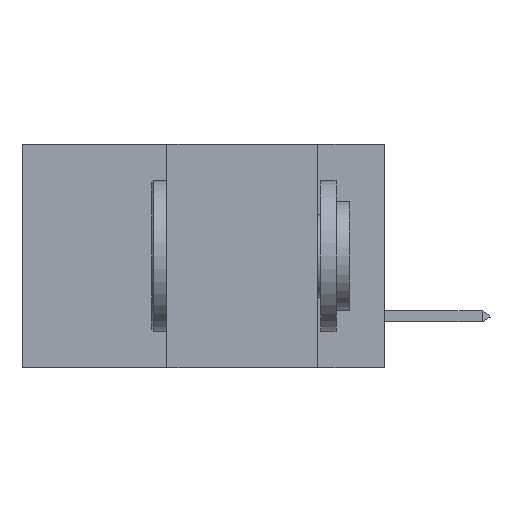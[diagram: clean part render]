
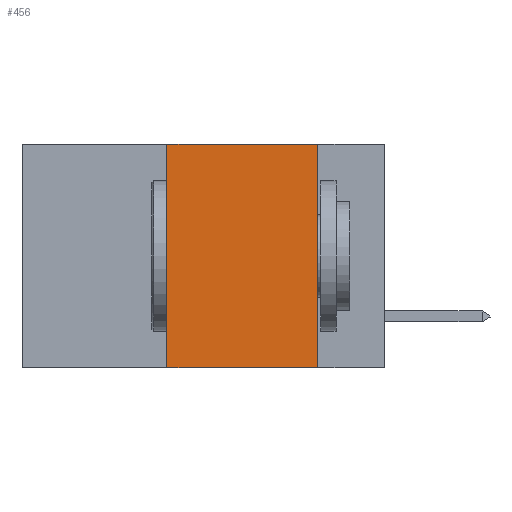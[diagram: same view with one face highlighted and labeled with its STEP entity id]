
A CAD part, left-side view. The second image highlights one B-rep face of the part: STEP entity #456.
In plain terms, the highlighted planar face has unit normal (-1, 0, 0).
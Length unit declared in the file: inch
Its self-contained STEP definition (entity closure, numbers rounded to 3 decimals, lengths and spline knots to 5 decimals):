
#50 = EDGE_CURVE ( 'NONE', #26119, #10437, #8828, .T. ) ;
#315 = FACE_OUTER_BOUND ( 'NONE', #9239, .T. ) ;
#456 = ADVANCED_FACE ( 'NONE', ( #315 ), #6528, .F. ) ;
#713 = DIRECTION ( 'NONE',  ( 0., -1., 0. ) ) ;
#3248 = VECTOR ( 'NONE', #21281, 39.37008 ) ;
#4513 = CARTESIAN_POINT ( 'NONE',  ( 0., 0.6, 0. ) ) ;
#6528 = PLANE ( 'NONE',  #18516 ) ;
#6586 = LINE ( 'NONE', #21261, #8879 ) ;
#8828 = LINE ( 'NONE', #15007, #3248 ) ;
#8879 = VECTOR ( 'NONE', #713, 39.37008 ) ;
#9239 = EDGE_LOOP ( 'NONE', ( #22702, #12809, #25208, #12057 ) ) ;
#10437 = VERTEX_POINT ( 'NONE', #15516 ) ;
#10610 = DIRECTION ( 'NONE',  ( 0., 0., -1. ) ) ;
#12057 = ORIENTED_EDGE ( 'NONE', *, *, #50, .T. ) ;
#12152 = LINE ( 'NONE', #23053, #21257 ) ;
#12809 = ORIENTED_EDGE ( 'NONE', *, *, #18843, .F. ) ;
#13343 = EDGE_CURVE ( 'NONE', #26119, #16544, #15405, .T. ) ;
#14367 = CARTESIAN_POINT ( 'NONE',  ( 0., 0.36, -0.37 ) ) ;
#14601 = DIRECTION ( 'NONE',  ( 0., 0., 1. ) ) ;
#15007 = CARTESIAN_POINT ( 'NONE',  ( 0., 0.6, -0.37 ) ) ;
#15405 = LINE ( 'NONE', #22988, #23895 ) ;
#15516 = CARTESIAN_POINT ( 'NONE',  ( 0., 0.11, -0.37 ) ) ;
#16166 = VERTEX_POINT ( 'NONE', #21066 ) ;
#16544 = VERTEX_POINT ( 'NONE', #25563 ) ;
#18516 = AXIS2_PLACEMENT_3D ( 'NONE', #4513, #19028, #21159 ) ;
#18843 = EDGE_CURVE ( 'NONE', #16544, #16166, #6586, .T. ) ;
#19028 = DIRECTION ( 'NONE',  ( 1., 0., 0. ) ) ;
#21066 = CARTESIAN_POINT ( 'NONE',  ( 0., 0.11, 0. ) ) ;
#21159 = DIRECTION ( 'NONE',  ( 0., 0., -1. ) ) ;
#21257 = VECTOR ( 'NONE', #10610, 39.37008 ) ;
#21261 = CARTESIAN_POINT ( 'NONE',  ( 0., 0.6, 0. ) ) ;
#21281 = DIRECTION ( 'NONE',  ( 0., -1., 0. ) ) ;
#22369 = EDGE_CURVE ( 'NONE', #16166, #10437, #12152, .T. ) ;
#22702 = ORIENTED_EDGE ( 'NONE', *, *, #22369, .F. ) ;
#22988 = CARTESIAN_POINT ( 'NONE',  ( 0., 0.36, 0. ) ) ;
#23053 = CARTESIAN_POINT ( 'NONE',  ( 0., 0.11, 0. ) ) ;
#23895 = VECTOR ( 'NONE', #14601, 39.37008 ) ;
#25208 = ORIENTED_EDGE ( 'NONE', *, *, #13343, .F. ) ;
#25563 = CARTESIAN_POINT ( 'NONE',  ( 0., 0.36, 0. ) ) ;
#26119 = VERTEX_POINT ( 'NONE', #14367 ) ;
